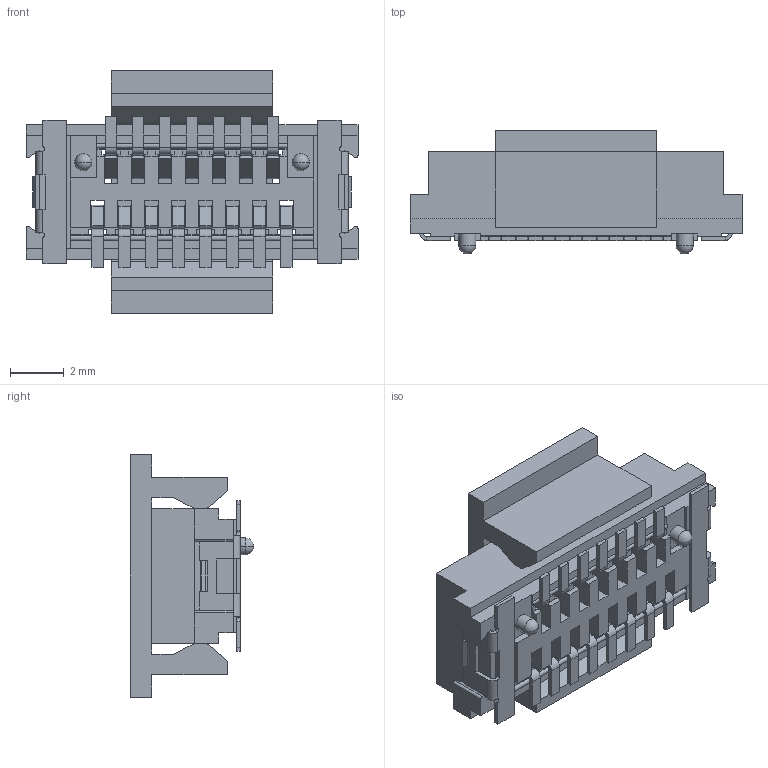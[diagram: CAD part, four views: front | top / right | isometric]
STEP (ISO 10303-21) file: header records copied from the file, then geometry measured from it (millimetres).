
FILE_DESCRIPTION((''),'2;1');
FILE_NAME('91931WX115LFC','2020-04-15T',('KumarP'),('AFCI'),'CREO PARAMETRIC BY PTC INC, 2016130','CREO PARAMETRIC BY PTC INC, 2016130','');
FILE_SCHEMA(('CONFIG_CONTROL_DESIGN'));
Length unit declared in the file: millimetre
Products named in the file (1): 91931WX115LFC
Bounding box: 12.3 x 4.58 x 9 mm (x, y, z)
Volume: 199.3 mm3; surface area: 722.5 mm2
Topology: 1 solids, 1 shells, 717 faces, 2182 edges, 1430 vertices
Faces by surface type: plane 558, cylinder 155, sphere 4
Entity records: 24352 total; most frequent: CARTESIAN_POINT 4501, ORIENTED_EDGE 4356, DIRECTION 3904, EDGE_CURVE 2178, VECTOR 1802, LINE 1802, VERTEX_POINT 1430, AXIS2_PLACEMENT_3D 1051
